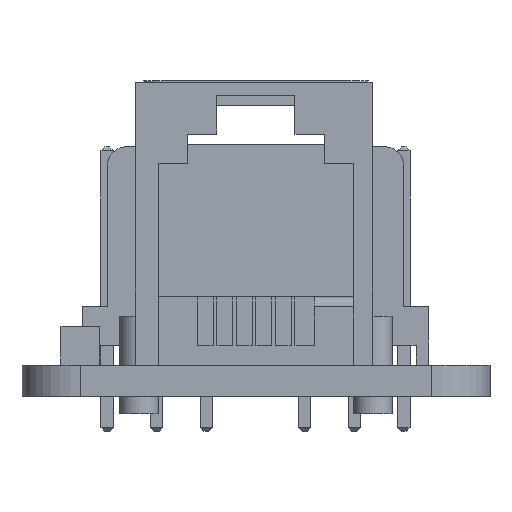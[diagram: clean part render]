
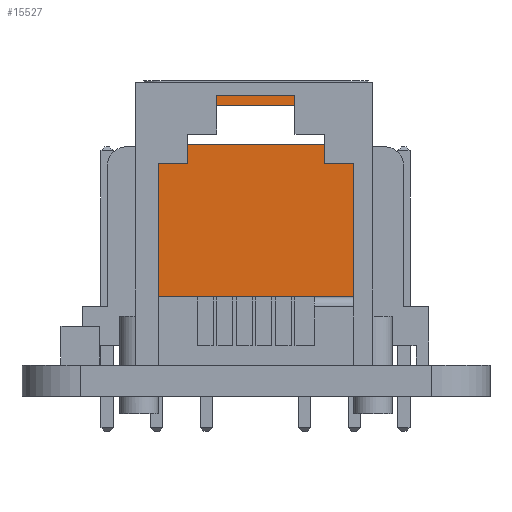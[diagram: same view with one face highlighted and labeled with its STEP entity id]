
A CAD part, left-side view. The second image highlights one B-rep face of the part: STEP entity #15527.
In plain terms, the highlighted planar face has unit normal (1, 0, 0).
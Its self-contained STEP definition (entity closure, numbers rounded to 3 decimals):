
#80 = VECTOR ( 'NONE', #10181, 1000. ) ;
#191 = ORIENTED_EDGE ( 'NONE', *, *, #6902, .T. ) ;
#338 = EDGE_CURVE ( 'NONE', #15480, #9538, #711, .T. ) ;
#395 = VECTOR ( 'NONE', #620, 1000. ) ;
#443 = EDGE_CURVE ( 'NONE', #13866, #9969, #6256, .T. ) ;
#587 = VECTOR ( 'NONE', #8044, 1000. ) ;
#620 = DIRECTION ( 'NONE',  ( 0., 0., 1. ) ) ;
#711 = LINE ( 'NONE', #12323, #8559 ) ;
#864 = CARTESIAN_POINT ( 'NONE',  ( -22.855, -4.806, 48.8 ) ) ;
#877 = AXIS2_PLACEMENT_3D ( 'NONE', #5527, #15776, #7031 ) ;
#1183 = EDGE_CURVE ( 'NONE', #11356, #15480, #15400, .T. ) ;
#1317 = CARTESIAN_POINT ( 'NONE',  ( -22.855, 6.194, 49.8 ) ) ;
#1625 = DIRECTION ( 'NONE',  ( 0., 0., 1. ) ) ;
#1903 = FACE_BOUND ( 'NONE', #8705, .T. ) ;
#2052 = CARTESIAN_POINT ( 'NONE',  ( -22.855, 6.194, 60.1 ) ) ;
#2055 = EDGE_CURVE ( 'NONE', #3265, #14521, #3433, .T. ) ;
#2161 = EDGE_CURVE ( 'NONE', #14521, #11782, #18806, .T. ) ;
#2310 = CARTESIAN_POINT ( 'NONE',  ( -22.855, 7.394, 48.8 ) ) ;
#2599 = EDGE_CURVE ( 'NONE', #7809, #9538, #4510, .T. ) ;
#3265 = VERTEX_POINT ( 'NONE', #14504 ) ;
#3392 = VECTOR ( 'NONE', #3607, 1000. ) ;
#3433 = LINE ( 'NONE', #18943, #11271 ) ;
#3607 = DIRECTION ( 'NONE',  ( 0., 1., 0. ) ) ;
#3709 = EDGE_CURVE ( 'NONE', #9969, #6547, #16157, .T. ) ;
#3859 = EDGE_CURVE ( 'NONE', #12924, #3265, #11363, .T. ) ;
#4153 = VECTOR ( 'NONE', #6886, 1000. ) ;
#4183 = VECTOR ( 'NONE', #11817, 1000. ) ;
#4391 = ORIENTED_EDGE ( 'NONE', *, *, #6912, .F. ) ;
#4435 = CARTESIAN_POINT ( 'NONE',  ( -22.855, -3.606, 60.1 ) ) ;
#4510 = LINE ( 'NONE', #7933, #587 ) ;
#4600 = ORIENTED_EDGE ( 'NONE', *, *, #3859, .F. ) ;
#4793 = CARTESIAN_POINT ( 'NONE',  ( -22.855, 6.194, 49.8 ) ) ;
#4904 = VECTOR ( 'NONE', #1625, 1000. ) ;
#5082 = ORIENTED_EDGE ( 'NONE', *, *, #7801, .F. ) ;
#5460 = PLANE ( 'NONE',  #877 ) ;
#5527 = CARTESIAN_POINT ( 'NONE',  ( -22.855, 7.394, 48.8 ) ) ;
#5902 = EDGE_CURVE ( 'NONE', #17536, #11356, #8120, .T. ) ;
#6256 = LINE ( 'NONE', #2310, #10152 ) ;
#6341 = ORIENTED_EDGE ( 'NONE', *, *, #1183, .F. ) ;
#6547 = VERTEX_POINT ( 'NONE', #4793 ) ;
#6886 = DIRECTION ( 'NONE',  ( 0., -1., 0. ) ) ;
#6902 = EDGE_CURVE ( 'NONE', #13866, #7809, #15574, .T. ) ;
#6912 = EDGE_CURVE ( 'NONE', #11782, #12924, #7347, .T. ) ;
#7031 = DIRECTION ( 'NONE',  ( 0., 0., -1. ) ) ;
#7347 = LINE ( 'NONE', #18212, #3392 ) ;
#7395 = CARTESIAN_POINT ( 'NONE',  ( -22.855, 6.194, 62.1 ) ) ;
#7801 = EDGE_CURVE ( 'NONE', #6547, #17536, #12923, .T. ) ;
#7809 = VERTEX_POINT ( 'NONE', #10273 ) ;
#7933 = CARTESIAN_POINT ( 'NONE',  ( -22.855, 7.394, 63.3 ) ) ;
#8011 = CARTESIAN_POINT ( 'NONE',  ( -22.855, 7.394, 48.8 ) ) ;
#8044 = DIRECTION ( 'NONE',  ( 0., -1., 0. ) ) ;
#8120 = LINE ( 'NONE', #8864, #4183 ) ;
#8559 = VECTOR ( 'NONE', #12265, 1000. ) ;
#8705 = EDGE_LOOP ( 'NONE', ( #9659, #15982, #4600, #4391 ) ) ;
#8864 = CARTESIAN_POINT ( 'NONE',  ( -22.855, -3.806, 49.8 ) ) ;
#8952 = CARTESIAN_POINT ( 'NONE',  ( -22.855, -3.606, 62.1 ) ) ;
#9538 = VERTEX_POINT ( 'NONE', #16998 ) ;
#9651 = EDGE_LOOP ( 'NONE', ( #17901, #5082, #16079, #11794, #191, #10547, #17843, #6341 ) ) ;
#9659 = ORIENTED_EDGE ( 'NONE', *, *, #2161, .F. ) ;
#9969 = VERTEX_POINT ( 'NONE', #18000 ) ;
#10099 = DIRECTION ( 'NONE',  ( 0., -1., 0. ) ) ;
#10152 = VECTOR ( 'NONE', #11145, 1000. ) ;
#10181 = DIRECTION ( 'NONE',  ( 0., 0., 1. ) ) ;
#10273 = CARTESIAN_POINT ( 'NONE',  ( -22.855, 7.394, 63.3 ) ) ;
#10447 = CARTESIAN_POINT ( 'NONE',  ( -22.855, 6.194, 48.8 ) ) ;
#10547 = ORIENTED_EDGE ( 'NONE', *, *, #2599, .T. ) ;
#10560 = DIRECTION ( 'NONE',  ( 0., 0., -1. ) ) ;
#11145 = DIRECTION ( 'NONE',  ( 0., -1., 0. ) ) ;
#11271 = VECTOR ( 'NONE', #10099, 1000. ) ;
#11356 = VERTEX_POINT ( 'NONE', #15307 ) ;
#11363 = LINE ( 'NONE', #7395, #80 ) ;
#11376 = CARTESIAN_POINT ( 'NONE',  ( -22.855, 7.394, 48.8 ) ) ;
#11782 = VERTEX_POINT ( 'NONE', #4435 ) ;
#11794 = ORIENTED_EDGE ( 'NONE', *, *, #443, .F. ) ;
#11817 = DIRECTION ( 'NONE',  ( 0., 0., -1. ) ) ;
#12265 = DIRECTION ( 'NONE',  ( 0., 0., 1. ) ) ;
#12323 = CARTESIAN_POINT ( 'NONE',  ( -22.855, -4.806, 48.8 ) ) ;
#12923 = LINE ( 'NONE', #1317, #15900 ) ;
#12924 = VERTEX_POINT ( 'NONE', #2052 ) ;
#13049 = CARTESIAN_POINT ( 'NONE',  ( -22.855, -3.806, 49.8 ) ) ;
#13866 = VERTEX_POINT ( 'NONE', #11376 ) ;
#14504 = CARTESIAN_POINT ( 'NONE',  ( -22.855, 6.194, 62.1 ) ) ;
#14521 = VERTEX_POINT ( 'NONE', #8952 ) ;
#14906 = VECTOR ( 'NONE', #10560, 1000. ) ;
#15307 = CARTESIAN_POINT ( 'NONE',  ( -22.855, -3.806, 48.8 ) ) ;
#15400 = LINE ( 'NONE', #15654, #4153 ) ;
#15480 = VERTEX_POINT ( 'NONE', #864 ) ;
#15527 = ADVANCED_FACE ( 'NONE', ( #1903, #16137 ), #5460, .T. ) ;
#15574 = LINE ( 'NONE', #8011, #395 ) ;
#15654 = CARTESIAN_POINT ( 'NONE',  ( -22.855, 7.394, 48.8 ) ) ;
#15776 = DIRECTION ( 'NONE',  ( 1., 0., 0. ) ) ;
#15900 = VECTOR ( 'NONE', #17533, 1000. ) ;
#15982 = ORIENTED_EDGE ( 'NONE', *, *, #2055, .F. ) ;
#16079 = ORIENTED_EDGE ( 'NONE', *, *, #3709, .F. ) ;
#16137 = FACE_OUTER_BOUND ( 'NONE', #9651, .T. ) ;
#16157 = LINE ( 'NONE', #10447, #4904 ) ;
#16998 = CARTESIAN_POINT ( 'NONE',  ( -22.855, -4.806, 63.3 ) ) ;
#17533 = DIRECTION ( 'NONE',  ( 0., -1., 0. ) ) ;
#17536 = VERTEX_POINT ( 'NONE', #13049 ) ;
#17843 = ORIENTED_EDGE ( 'NONE', *, *, #338, .F. ) ;
#17860 = CARTESIAN_POINT ( 'NONE',  ( -22.855, -3.606, 62.1 ) ) ;
#17901 = ORIENTED_EDGE ( 'NONE', *, *, #5902, .F. ) ;
#18000 = CARTESIAN_POINT ( 'NONE',  ( -22.855, 6.194, 48.8 ) ) ;
#18212 = CARTESIAN_POINT ( 'NONE',  ( -22.855, -3.606, 60.1 ) ) ;
#18806 = LINE ( 'NONE', #17860, #14906 ) ;
#18943 = CARTESIAN_POINT ( 'NONE',  ( -22.855, -3.606, 62.1 ) ) ;
